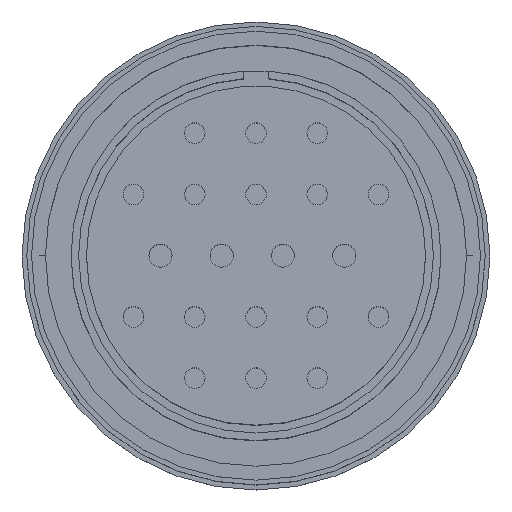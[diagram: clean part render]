
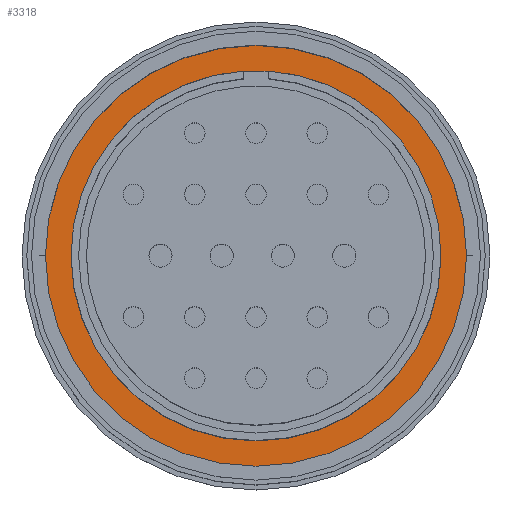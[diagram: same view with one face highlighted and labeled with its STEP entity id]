
A CAD part, top view. The second image highlights one B-rep face of the part: STEP entity #3318.
In plain terms, the highlighted planar face has unit normal (0, 0, 1).
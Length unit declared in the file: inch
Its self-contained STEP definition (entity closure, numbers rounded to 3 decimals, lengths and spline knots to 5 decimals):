
#134 = CARTESIAN_POINT ( 'NONE',  ( 0., 0., -0.88591 ) ) ;
#135 = DIRECTION ( 'NONE',  ( 0., 0., -1. ) ) ;
#136 = DIRECTION ( 'NONE',  ( -1., 0., 0. ) ) ;
#412 = CIRCLE ( 'NONE', #4051, 0.85945 ) ;
#420 = CIRCLE ( 'NONE', #4045, 0.755 ) ;
#595 = EDGE_CURVE ( 'NONE', #3984, #6898, #2627, .T. ) ;
#806 = EDGE_CURVE ( 'NONE', #6903, #1469, #1616, .T. ) ;
#1096 = CARTESIAN_POINT ( 'NONE',  ( 0.755, 0., -0.88591 ) ) ;
#1228 = EDGE_LOOP ( 'NONE', ( #1760, #1759 ) ) ;
#1469 = VERTEX_POINT ( 'NONE', #5480 ) ;
#1616 = CIRCLE ( 'NONE', #4422, 0.85945 ) ;
#1757 = ORIENTED_EDGE ( 'NONE', *, *, #4754, .F. ) ;
#1758 = ORIENTED_EDGE ( 'NONE', *, *, #806, .F. ) ;
#1759 = ORIENTED_EDGE ( 'NONE', *, *, #595, .T. ) ;
#1760 = ORIENTED_EDGE ( 'NONE', *, *, #4761, .T. ) ;
#2627 = CIRCLE ( 'NONE', #4528, 0.755 ) ;
#2998 = CARTESIAN_POINT ( 'NONE',  ( 0., 0.85945, -0.88591 ) ) ;
#3001 = PLANE ( 'NONE',  #4079 ) ;
#3003 = DIRECTION ( 'NONE',  ( 0., 0., 1. ) ) ;
#3004 = DIRECTION ( 'NONE',  ( 1., 0., 0. ) ) ;
#3297 = CARTESIAN_POINT ( 'NONE',  ( 0., 0., -0.88591 ) ) ;
#3298 = DIRECTION ( 'NONE',  ( 0., 0., -1. ) ) ;
#3299 = DIRECTION ( 'NONE',  ( -1., 0., 0. ) ) ;
#3318 = ADVANCED_FACE ( 'NONE', ( #6394, #6401 ), #3001, .T. ) ;
#3984 = VERTEX_POINT ( 'NONE', #1096 ) ;
#4045 = AXIS2_PLACEMENT_3D ( 'NONE', #6068, #6069, #6070 ) ;
#4051 = AXIS2_PLACEMENT_3D ( 'NONE', #6044, #6045, #6046 ) ;
#4079 = AXIS2_PLACEMENT_3D ( 'NONE', #2998, #3003, #3004 ) ;
#4422 = AXIS2_PLACEMENT_3D ( 'NONE', #134, #135, #136 ) ;
#4528 = AXIS2_PLACEMENT_3D ( 'NONE', #3297, #3298, #3299 ) ;
#4754 = EDGE_CURVE ( 'NONE', #1469, #6903, #412, .T. ) ;
#4761 = EDGE_CURVE ( 'NONE', #6898, #3984, #420, .T. ) ;
#4928 = EDGE_LOOP ( 'NONE', ( #1758, #1757 ) ) ;
#5480 = CARTESIAN_POINT ( 'NONE',  ( 0.85945, 0., -0.88591 ) ) ;
#6044 = CARTESIAN_POINT ( 'NONE',  ( 0., 0., -0.88591 ) ) ;
#6045 = DIRECTION ( 'NONE',  ( 0., 0., -1. ) ) ;
#6046 = DIRECTION ( 'NONE',  ( -1., 0., 0. ) ) ;
#6068 = CARTESIAN_POINT ( 'NONE',  ( 0., 0., -0.88591 ) ) ;
#6069 = DIRECTION ( 'NONE',  ( 0., 0., -1. ) ) ;
#6070 = DIRECTION ( 'NONE',  ( -1., 0., 0. ) ) ;
#6135 = CARTESIAN_POINT ( 'NONE',  ( -0.85945, 0., -0.88591 ) ) ;
#6136 = CARTESIAN_POINT ( 'NONE',  ( -0.755, 0., -0.88591 ) ) ;
#6394 = FACE_BOUND ( 'NONE', #1228, .T. ) ;
#6401 = FACE_OUTER_BOUND ( 'NONE', #4928, .T. ) ;
#6898 = VERTEX_POINT ( 'NONE', #6136 ) ;
#6903 = VERTEX_POINT ( 'NONE', #6135 ) ;
